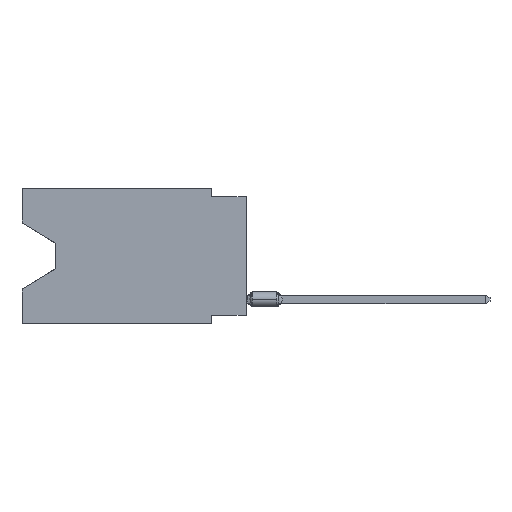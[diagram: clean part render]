
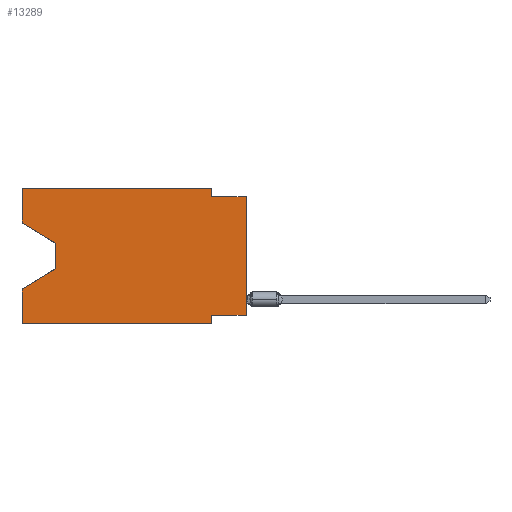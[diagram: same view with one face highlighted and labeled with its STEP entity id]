
A CAD part, left-side view. The second image highlights one B-rep face of the part: STEP entity #13289.
In plain terms, the highlighted planar face has unit normal (-1, 0, 0).
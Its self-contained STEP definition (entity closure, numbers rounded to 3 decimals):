
#371 = ORIENTED_EDGE ( 'NONE', *, *, #10329, .F. ) ;
#732 = VERTEX_POINT ( 'NONE', #8684 ) ;
#1376 = CARTESIAN_POINT ( 'NONE',  ( 0., 0., -9.271 ) ) ;
#1739 = VECTOR ( 'NONE', #8104, 1000. ) ;
#1752 = VERTEX_POINT ( 'NONE', #19272 ) ;
#2051 = VERTEX_POINT ( 'NONE', #12441 ) ;
#2267 = VECTOR ( 'NONE', #25927, 1000. ) ;
#2773 = CARTESIAN_POINT ( 'NONE',  ( 0., 16.383, 0. ) ) ;
#3069 = CARTESIAN_POINT ( 'NONE',  ( 0., 13.97, -4.013 ) ) ;
#3407 = CARTESIAN_POINT ( 'NONE',  ( 0., 13.97, -4.013 ) ) ;
#3429 = VECTOR ( 'NONE', #8708, 1000. ) ;
#3490 = EDGE_CURVE ( 'NONE', #15570, #28629, #14234, .T. ) ;
#3735 = DIRECTION ( 'NONE',  ( 0., 0., -1. ) ) ;
#3741 = LINE ( 'NONE', #15710, #2267 ) ;
#3827 = VERTEX_POINT ( 'NONE', #3069 ) ;
#4045 = CARTESIAN_POINT ( 'NONE',  ( 0., 13.97, -5.893 ) ) ;
#4794 = ORIENTED_EDGE ( 'NONE', *, *, #5053, .T. ) ;
#4874 = CARTESIAN_POINT ( 'NONE',  ( 0., 2.54, -0.635 ) ) ;
#5041 = CARTESIAN_POINT ( 'NONE',  ( 0., 16.383, -9.906 ) ) ;
#5053 = EDGE_CURVE ( 'NONE', #30321, #2051, #13353, .T. ) ;
#5706 = FACE_OUTER_BOUND ( 'NONE', #10148, .T. ) ;
#5744 = CARTESIAN_POINT ( 'NONE',  ( 0., 2.54, -9.271 ) ) ;
#6559 = ORIENTED_EDGE ( 'NONE', *, *, #23309, .T. ) ;
#7851 = VERTEX_POINT ( 'NONE', #12478 ) ;
#8104 = DIRECTION ( 'NONE',  ( 0., 0., 1. ) ) ;
#8391 = CARTESIAN_POINT ( 'NONE',  ( 0., 16.383, 0. ) ) ;
#8684 = CARTESIAN_POINT ( 'NONE',  ( 0., 0., -0.635 ) ) ;
#8708 = DIRECTION ( 'NONE',  ( 0., 0., 1. ) ) ;
#8780 = VECTOR ( 'NONE', #8907, 1000. ) ;
#8907 = DIRECTION ( 'NONE',  ( 0., 0., -1. ) ) ;
#9229 = CARTESIAN_POINT ( 'NONE',  ( 0., 0., -9.271 ) ) ;
#9496 = ORIENTED_EDGE ( 'NONE', *, *, #30234, .T. ) ;
#9902 = DIRECTION ( 'NONE',  ( 0., -1., 0. ) ) ;
#10148 = EDGE_LOOP ( 'NONE', ( #6559, #9496, #4794, #22117, #28737, #13701, #12308, #27705, #24384, #31983, #22587, #371 ) ) ;
#10283 = EDGE_CURVE ( 'NONE', #20657, #732, #3741, .T. ) ;
#10329 = EDGE_CURVE ( 'NONE', #1752, #26536, #25439, .T. ) ;
#10356 = LINE ( 'NONE', #3407, #20206 ) ;
#10680 = DIRECTION ( 'NONE',  ( 0., 0., 1. ) ) ;
#11161 = CARTESIAN_POINT ( 'NONE',  ( 0., 2.54, 0. ) ) ;
#12308 = ORIENTED_EDGE ( 'NONE', *, *, #3490, .F. ) ;
#12441 = CARTESIAN_POINT ( 'NONE',  ( 0., 16.383, -7.36 ) ) ;
#12478 = CARTESIAN_POINT ( 'NONE',  ( 0., 2.54, -9.906 ) ) ;
#12948 = LINE ( 'NONE', #23478, #19157 ) ;
#13271 = CARTESIAN_POINT ( 'NONE',  ( 0., 16.383, 0. ) ) ;
#13289 = ADVANCED_FACE ( 'NONE', ( #5706 ), #22868, .F. ) ;
#13353 = LINE ( 'NONE', #13517, #17967 ) ;
#13422 = LINE ( 'NONE', #13736, #25973 ) ;
#13517 = CARTESIAN_POINT ( 'NONE',  ( 0., 13.97, -5.893 ) ) ;
#13701 = ORIENTED_EDGE ( 'NONE', *, *, #20620, .F. ) ;
#13736 = CARTESIAN_POINT ( 'NONE',  ( 0., 16.383, 0. ) ) ;
#13766 = EDGE_CURVE ( 'NONE', #26536, #27194, #13422, .T. ) ;
#14069 = LINE ( 'NONE', #11161, #8780 ) ;
#14234 = LINE ( 'NONE', #9229, #15371 ) ;
#15069 = LINE ( 'NONE', #27676, #17935 ) ;
#15371 = VECTOR ( 'NONE', #18775, 1000. ) ;
#15570 = VERTEX_POINT ( 'NONE', #1376 ) ;
#15710 = CARTESIAN_POINT ( 'NONE',  ( 0., 0., -0.635 ) ) ;
#16753 = EDGE_CURVE ( 'NONE', #19391, #7851, #29317, .T. ) ;
#17935 = VECTOR ( 'NONE', #22827, 1000. ) ;
#17967 = VECTOR ( 'NONE', #28405, 1000. ) ;
#18775 = DIRECTION ( 'NONE',  ( 0., 1., 0. ) ) ;
#19157 = VECTOR ( 'NONE', #10680, 1000. ) ;
#19272 = CARTESIAN_POINT ( 'NONE',  ( 0., 16.383, -2.546 ) ) ;
#19391 = VERTEX_POINT ( 'NONE', #30071 ) ;
#20206 = VECTOR ( 'NONE', #3735, 1000. ) ;
#20614 = CARTESIAN_POINT ( 'NONE',  ( 0., 16.383, 0. ) ) ;
#20620 = EDGE_CURVE ( 'NONE', #28629, #7851, #31271, .T. ) ;
#20657 = VERTEX_POINT ( 'NONE', #4874 ) ;
#22117 = ORIENTED_EDGE ( 'NONE', *, *, #23999, .F. ) ;
#22587 = ORIENTED_EDGE ( 'NONE', *, *, #13766, .F. ) ;
#22697 = VECTOR ( 'NONE', #26434, 1000. ) ;
#22827 = DIRECTION ( 'NONE',  ( 0., -0.855, -0.519 ) ) ;
#22868 = PLANE ( 'NONE',  #27993 ) ;
#23019 = DIRECTION ( 'NONE',  ( 0., 0., -1. ) ) ;
#23309 = EDGE_CURVE ( 'NONE', #1752, #3827, #15069, .T. ) ;
#23478 = CARTESIAN_POINT ( 'NONE',  ( 0., 0., 0. ) ) ;
#23635 = DIRECTION ( 'NONE',  ( 0., -1., 0. ) ) ;
#23912 = CARTESIAN_POINT ( 'NONE',  ( 0., 2.54, 0. ) ) ;
#23999 = EDGE_CURVE ( 'NONE', #19391, #2051, #30556, .T. ) ;
#24384 = ORIENTED_EDGE ( 'NONE', *, *, #10283, .F. ) ;
#25439 = LINE ( 'NONE', #13271, #1739 ) ;
#25927 = DIRECTION ( 'NONE',  ( 0., -1., 0. ) ) ;
#25973 = VECTOR ( 'NONE', #23635, 1000. ) ;
#26434 = DIRECTION ( 'NONE',  ( 0., 0., -1. ) ) ;
#26536 = VERTEX_POINT ( 'NONE', #2773 ) ;
#27194 = VERTEX_POINT ( 'NONE', #23912 ) ;
#27676 = CARTESIAN_POINT ( 'NONE',  ( 0., 16.383, -2.546 ) ) ;
#27705 = ORIENTED_EDGE ( 'NONE', *, *, #31428, .T. ) ;
#27993 = AXIS2_PLACEMENT_3D ( 'NONE', #20614, #30134, #23019 ) ;
#28405 = DIRECTION ( 'NONE',  ( 0., 0.855, -0.519 ) ) ;
#28629 = VERTEX_POINT ( 'NONE', #5744 ) ;
#28737 = ORIENTED_EDGE ( 'NONE', *, *, #16753, .T. ) ;
#28844 = CARTESIAN_POINT ( 'NONE',  ( 0., 2.54, -9.906 ) ) ;
#29317 = LINE ( 'NONE', #5041, #32004 ) ;
#30071 = CARTESIAN_POINT ( 'NONE',  ( 0., 16.383, -9.906 ) ) ;
#30134 = DIRECTION ( 'NONE',  ( 1., 0., 0. ) ) ;
#30234 = EDGE_CURVE ( 'NONE', #3827, #30321, #10356, .T. ) ;
#30321 = VERTEX_POINT ( 'NONE', #4045 ) ;
#30381 = EDGE_CURVE ( 'NONE', #27194, #20657, #14069, .T. ) ;
#30556 = LINE ( 'NONE', #8391, #3429 ) ;
#31271 = LINE ( 'NONE', #28844, #22697 ) ;
#31428 = EDGE_CURVE ( 'NONE', #15570, #732, #12948, .T. ) ;
#31983 = ORIENTED_EDGE ( 'NONE', *, *, #30381, .F. ) ;
#32004 = VECTOR ( 'NONE', #9902, 1000. ) ;
